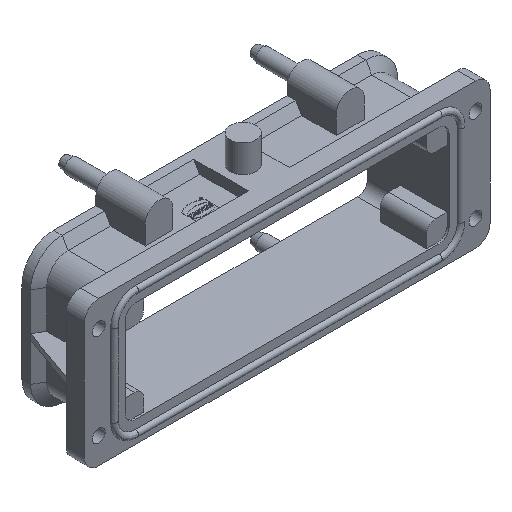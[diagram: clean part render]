
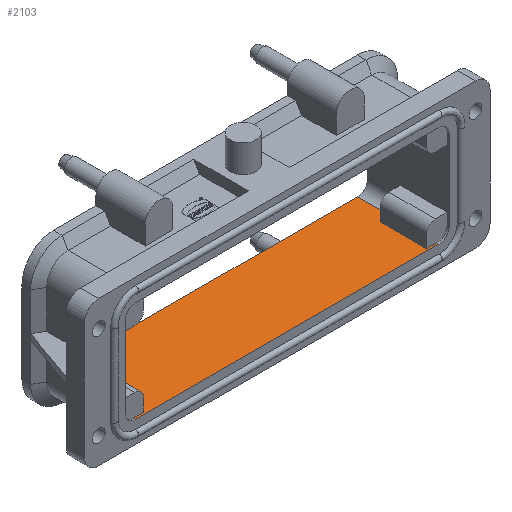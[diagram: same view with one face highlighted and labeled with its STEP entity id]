
A CAD part, isometric view. The second image highlights one B-rep face of the part: STEP entity #2103.
In plain terms, the highlighted planar face has unit normal (0, 0, 1).
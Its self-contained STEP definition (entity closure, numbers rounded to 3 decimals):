
#723=LINE('',#7121,#1213);
#725=LINE('',#7128,#1215);
#731=LINE('',#7139,#1221);
#733=LINE('',#7145,#1223);
#738=LINE('',#7168,#1228);
#739=LINE('',#7170,#1229);
#741=LINE('',#7179,#1231);
#747=LINE('',#7192,#1237);
#749=LINE('',#7196,#1239);
#750=LINE('',#7200,#1240);
#751=LINE('',#7202,#1241);
#752=LINE('',#7203,#1242);
#1213=VECTOR('',#5916,1.);
#1215=VECTOR('',#5922,1.);
#1221=VECTOR('',#5932,1.);
#1223=VECTOR('',#5938,1.);
#1228=VECTOR('',#5961,1.);
#1229=VECTOR('',#5964,1.);
#1231=VECTOR('',#5972,1.);
#1237=VECTOR('',#5984,1.);
#1239=VECTOR('',#5988,1.);
#1240=VECTOR('',#5993,1.);
#1241=VECTOR('',#5994,1.);
#1242=VECTOR('',#5995,1.);
#1691=PLANE('',#5500);
#1875=FACE_OUTER_BOUND('',#2510,.T.);
#2103=ADVANCED_FACE('',(#1875),#1691,.T.);
#2510=EDGE_LOOP('',(#2918,#2919,#2920,#2921,#2922,#2923,#2924,#2925,#2926,
#2927,#2928,#2929));
#2918=ORIENTED_EDGE('',*,*,#4620,.T.);
#2919=ORIENTED_EDGE('',*,*,#4618,.T.);
#2920=ORIENTED_EDGE('',*,*,#4616,.T.);
#2921=ORIENTED_EDGE('',*,*,#4604,.T.);
#2922=ORIENTED_EDGE('',*,*,#4609,.T.);
#2923=ORIENTED_EDGE('',*,*,#4605,.T.);
#2924=ORIENTED_EDGE('',*,*,#4621,.T.);
#2925=ORIENTED_EDGE('',*,*,#4594,.T.);
#2926=ORIENTED_EDGE('',*,*,#4591,.T.);
#2927=ORIENTED_EDGE('',*,*,#4582,.F.);
#2928=ORIENTED_EDGE('',*,*,#4585,.T.);
#2929=ORIENTED_EDGE('',*,*,#4622,.T.);
#4127=VERTEX_POINT('',#7120);
#4128=VERTEX_POINT('',#7122);
#4130=VERTEX_POINT('',#7127);
#4134=VERTEX_POINT('',#7140);
#4136=VERTEX_POINT('',#7146);
#4143=VERTEX_POINT('',#7165);
#4144=VERTEX_POINT('',#7167);
#4145=VERTEX_POINT('',#7171);
#4146=VERTEX_POINT('',#7172);
#4151=VERTEX_POINT('',#7189);
#4154=VERTEX_POINT('',#7197);
#4155=VERTEX_POINT('',#7201);
#4582=EDGE_CURVE('',#4127,#4128,#723,.T.);
#4585=EDGE_CURVE('',#4127,#4130,#725,.T.);
#4591=EDGE_CURVE('',#4134,#4128,#731,.T.);
#4594=EDGE_CURVE('',#4136,#4134,#733,.T.);
#4604=EDGE_CURVE('',#4143,#4144,#738,.T.);
#4605=EDGE_CURVE('',#4145,#4146,#739,.T.);
#4609=EDGE_CURVE('',#4144,#4145,#741,.T.);
#4616=EDGE_CURVE('',#4151,#4143,#747,.T.);
#4618=EDGE_CURVE('',#4154,#4151,#749,.T.);
#4620=EDGE_CURVE('',#4155,#4154,#750,.T.);
#4621=EDGE_CURVE('',#4146,#4136,#751,.T.);
#4622=EDGE_CURVE('',#4130,#4155,#752,.T.);
#5500=AXIS2_PLACEMENT_3D('',#7204,#5996,#5997);
#5916=DIRECTION('',(0.,1.,0.));
#5922=DIRECTION('',(-1.,0.,0.));
#5932=DIRECTION('',(1.,0.,0.));
#5938=DIRECTION('',(0.,-1.,0.));
#5961=DIRECTION('',(0.,1.,0.));
#5964=DIRECTION('',(0.,1.,0.));
#5972=DIRECTION('',(1.,0.,0.));
#5984=DIRECTION('',(-1.,0.,0.));
#5988=DIRECTION('',(0.,1.,0.));
#5993=DIRECTION('',(1.,0.,0.));
#5994=DIRECTION('',(-1.,0.,0.));
#5995=DIRECTION('',(0.,-1.,0.));
#5996=DIRECTION('',(0.,0.,1.));
#5997=DIRECTION('',(1.,0.,0.));
#7120=CARTESIAN_POINT('',(-48.85,-16.1,-17.4));
#7121=CARTESIAN_POINT('',(-48.85,-16.1,-17.4));
#7122=CARTESIAN_POINT('',(-48.85,0.,-17.4));
#7127=CARTESIAN_POINT('',(-52.4,-16.1,-17.4));
#7128=CARTESIAN_POINT('',(-48.85,-16.1,-17.4));
#7139=CARTESIAN_POINT('',(-52.4,0.,-17.4));
#7140=CARTESIAN_POINT('',(-52.4,0.,-17.4));
#7145=CARTESIAN_POINT('',(-52.4,11.4,-17.4));
#7146=CARTESIAN_POINT('',(-52.4,11.4,-17.4));
#7165=CARTESIAN_POINT('',(48.85,-16.1,-17.4));
#7167=CARTESIAN_POINT('',(48.85,0.,-17.4));
#7168=CARTESIAN_POINT('',(48.85,-16.1,-17.4));
#7170=CARTESIAN_POINT('',(52.4,0.,-17.4));
#7171=CARTESIAN_POINT('',(52.4,0.,-17.4));
#7172=CARTESIAN_POINT('',(52.4,11.4,-17.4));
#7179=CARTESIAN_POINT('',(48.85,0.,-17.4));
#7189=CARTESIAN_POINT('',(52.4,-16.1,-17.4));
#7192=CARTESIAN_POINT('',(52.4,-16.1,-17.4));
#7196=CARTESIAN_POINT('',(52.4,-16.8,-17.4));
#7197=CARTESIAN_POINT('',(52.4,-16.8,-17.4));
#7200=CARTESIAN_POINT('',(-52.4,-16.8,-17.4));
#7201=CARTESIAN_POINT('',(-52.4,-16.8,-17.4));
#7202=CARTESIAN_POINT('',(52.4,11.4,-17.4));
#7203=CARTESIAN_POINT('',(-52.4,-16.1,-17.4));
#7204=CARTESIAN_POINT('',(-52.6,-17.1,-17.4));
